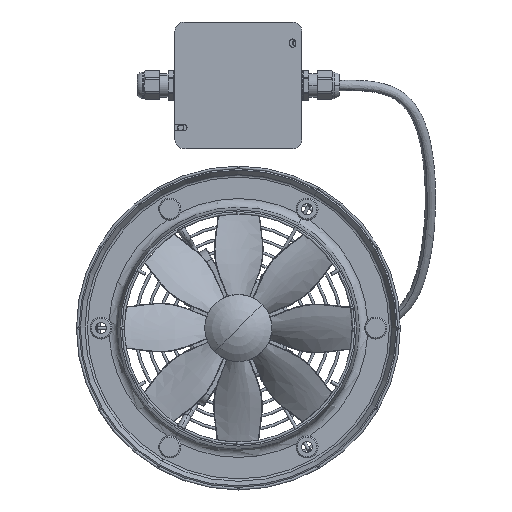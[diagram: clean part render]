
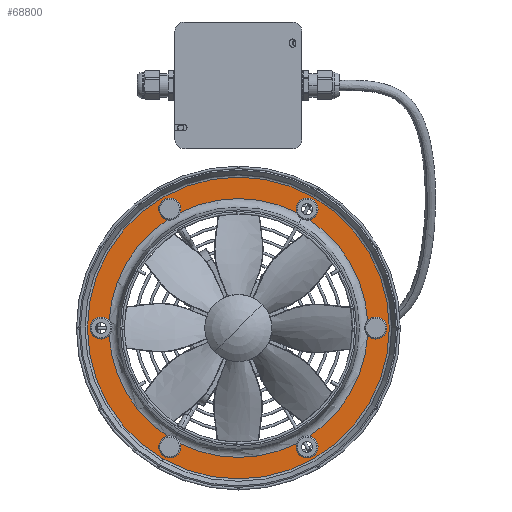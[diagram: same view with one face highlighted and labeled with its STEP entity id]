
A CAD part, left-side view. The second image highlights one B-rep face of the part: STEP entity #68800.
In plain terms, the highlighted planar face has unit normal (-1, 0, 0).
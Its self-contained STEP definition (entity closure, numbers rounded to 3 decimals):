
#66630=CARTESIAN_POINT('',(317.781,-595.901,
-6.72));
#66640=VERTEX_POINT('',#66630);
#67150=CARTESIAN_POINT('',(317.781,-611.967,
-5.));
#67160=VERTEX_POINT('',#67150);
#67190=CARTESIAN_POINT('',(317.781,-603.307,
0.));
#67200=DIRECTION('',(1.,0.,0.));
#67210=DIRECTION('',(0.,0.866,0.5));
#67220=AXIS2_PLACEMENT_3D('',#67190,#67200,#67210);
#67230=CIRCLE('',#67220,10.);
#67240=EDGE_CURVE('',#67160,#66640,#67230,.T.);
#67290=CARTESIAN_POINT('',(317.781,-340.243,0.));
#67300=DIRECTION('',(-1.,0.,0.));
#67310=DIRECTION('',(0.,1.,0.));
#67320=AXIS2_PLACEMENT_3D('',#67290,#67300,#67310);
#67330=PLANE('',#67320);
#67340=CARTESIAN_POINT('',(317.781,-353.307,
0.));
#67350=DIRECTION('',(1.,0.,0.));
#67360=DIRECTION('',(0.,0.,-1.));
#67370=AXIS2_PLACEMENT_3D('',#67340,#67350,#67360);
#67380=CIRCLE('',#67370,10.);
#67390=CARTESIAN_POINT('',(317.781,-353.307,
10.));
#67400=VERTEX_POINT('',#67390);
#67410=CARTESIAN_POINT('',(317.781,-360.713,
6.72));
#67420=VERTEX_POINT('',#67410);
#67430=EDGE_CURVE('',#67400,#67420,#67380,.T.);
#67440=ORIENTED_EDGE('',*,*,#67430,.T.);
#67450=CARTESIAN_POINT('',(317.781,-353.307,-10.));
#67460=VERTEX_POINT('',#67450);
#67470=EDGE_CURVE('',#67460,#67400,#67380,.T.);
#67480=ORIENTED_EDGE('',*,*,#67470,.T.);
#67490=CARTESIAN_POINT('',(317.781,-360.713,
-6.72));
#67500=VERTEX_POINT('',#67490);
#67510=EDGE_CURVE('',#67500,#67460,#67380,.T.);
#67520=ORIENTED_EDGE('',*,*,#67510,.T.);
#67530=CARTESIAN_POINT('',(317.781,-478.307,0.));
#67540=DIRECTION('',(1.,0.,0.));
#67550=DIRECTION('',(0.,-1.,0.));
#67560=AXIS2_PLACEMENT_3D('',#67530,#67540,#67550);
#67570=CIRCLE('',#67560,117.786);
#67580=CARTESIAN_POINT('',(317.781,-413.69,
-98.48));
#67590=VERTEX_POINT('',#67580);
#67600=EDGE_CURVE('',#67590,#67500,#67570,.T.);
#67610=ORIENTED_EDGE('',*,*,#67600,.T.);
#67620=CARTESIAN_POINT('',(317.781,-415.807,
-108.253));
#67630=DIRECTION('',(1.,0.,0.));
#67640=DIRECTION('',(0.,-0.866,0.5));
#67650=AXIS2_PLACEMENT_3D('',#67620,#67630,#67640);
#67660=CIRCLE('',#67650,10.);
#67670=CARTESIAN_POINT('',(317.781,-407.147,
-113.253));
#67680=VERTEX_POINT('',#67670);
#67690=EDGE_CURVE('',#67680,#67590,#67660,.T.);
#67700=ORIENTED_EDGE('',*,*,#67690,.T.);
#67710=CARTESIAN_POINT('',(317.781,-425.329,
-105.2));
#67720=VERTEX_POINT('',#67710);
#67730=EDGE_CURVE('',#67720,#67680,#67660,.T.);
#67740=ORIENTED_EDGE('',*,*,#67730,.T.);
#67750=CARTESIAN_POINT('',(317.781,-478.307,0.));
#67760=DIRECTION('',(1.,0.,0.));
#67770=DIRECTION('',(0.,-1.,0.));
#67780=AXIS2_PLACEMENT_3D('',#67750,#67760,#67770);
#67790=CIRCLE('',#67780,117.786);
#67800=CARTESIAN_POINT('',(317.781,-531.285,
-105.2));
#67810=VERTEX_POINT('',#67800);
#67820=EDGE_CURVE('',#67810,#67720,#67790,.T.);
#67830=ORIENTED_EDGE('',*,*,#67820,.T.);
#67840=CARTESIAN_POINT('',(317.781,-540.807,
-108.253));
#67850=DIRECTION('',(1.,0.,0.));
#67860=DIRECTION('',(0.,-0.866,0.5));
#67870=AXIS2_PLACEMENT_3D('',#67840,#67850,#67860);
#67880=CIRCLE('',#67870,10.);
#67890=CARTESIAN_POINT('',(317.781,-532.147,
-113.253));
#67900=VERTEX_POINT('',#67890);
#67910=EDGE_CURVE('',#67900,#67810,#67880,.T.);
#67920=ORIENTED_EDGE('',*,*,#67910,.T.);
#67930=CARTESIAN_POINT('',(317.781,-549.467,
-103.253));
#67940=VERTEX_POINT('',#67930);
#67950=EDGE_CURVE('',#67940,#67900,#67880,.T.);
#67960=ORIENTED_EDGE('',*,*,#67950,.T.);
#67970=CARTESIAN_POINT('',(317.781,-542.924,
-98.48));
#67980=VERTEX_POINT('',#67970);
#67990=EDGE_CURVE('',#67980,#67940,#67880,.T.);
#68000=ORIENTED_EDGE('',*,*,#67990,.T.);
#68010=CARTESIAN_POINT('',(317.781,-478.307,0.));
#68020=DIRECTION('',(1.,0.,0.));
#68030=DIRECTION('',(0.,-1.,0.));
#68040=AXIS2_PLACEMENT_3D('',#68010,#68020,#68030);
#68050=CIRCLE('',#68040,117.786);
#68060=EDGE_CURVE('',#66640,#67980,#68050,.T.);
#68070=ORIENTED_EDGE('',*,*,#68060,.T.);
#68080=ORIENTED_EDGE('',*,*,#67240,.T.);
#68090=CARTESIAN_POINT('',(317.781,-595.901,
6.72));
#68100=VERTEX_POINT('',#68090);
#68110=EDGE_CURVE('',#68100,#67160,#67230,.T.);
#68120=ORIENTED_EDGE('',*,*,#68110,.T.);
#68130=CARTESIAN_POINT('',(317.781,-478.307,0.));
#68140=DIRECTION('',(1.,0.,0.));
#68150=DIRECTION('',(0.,-1.,0.));
#68160=AXIS2_PLACEMENT_3D('',#68130,#68140,#68150);
#68170=CIRCLE('',#68160,117.786);
#68180=CARTESIAN_POINT('',(317.781,-542.924,
98.48));
#68190=VERTEX_POINT('',#68180);
#68200=EDGE_CURVE('',#68190,#68100,#68170,.T.);
#68210=ORIENTED_EDGE('',*,*,#68200,.T.);
#68220=CARTESIAN_POINT('',(317.781,-540.807,
108.253));
#68230=DIRECTION('',(1.,0.,0.));
#68240=DIRECTION('',(0.,0.866,0.5));
#68250=AXIS2_PLACEMENT_3D('',#68220,#68230,#68240);
#68260=CIRCLE('',#68250,10.);
#68270=CARTESIAN_POINT('',(317.781,-549.467,
103.253));
#68280=VERTEX_POINT('',#68270);
#68290=EDGE_CURVE('',#68280,#68190,#68260,.T.);
#68300=ORIENTED_EDGE('',*,*,#68290,.T.);
#68310=CARTESIAN_POINT('',(317.781,-532.147,
113.253));
#68320=VERTEX_POINT('',#68310);
#68330=EDGE_CURVE('',#68320,#68280,#68260,.T.);
#68340=ORIENTED_EDGE('',*,*,#68330,.T.);
#68350=CARTESIAN_POINT('',(317.781,-531.285,
105.2));
#68360=VERTEX_POINT('',#68350);
#68370=EDGE_CURVE('',#68360,#68320,#68260,.T.);
#68380=ORIENTED_EDGE('',*,*,#68370,.T.);
#68390=CARTESIAN_POINT('',(317.781,-478.307,0.));
#68400=DIRECTION('',(1.,0.,0.));
#68410=DIRECTION('',(0.,-1.,0.));
#68420=AXIS2_PLACEMENT_3D('',#68390,#68400,#68410);
#68430=CIRCLE('',#68420,117.786);
#68440=CARTESIAN_POINT('',(317.781,-425.329,
105.2));
#68450=VERTEX_POINT('',#68440);
#68460=EDGE_CURVE('',#68450,#68360,#68430,.T.);
#68470=ORIENTED_EDGE('',*,*,#68460,.T.);
#68480=CARTESIAN_POINT('',(317.781,-415.807,
108.253));
#68490=DIRECTION('',(1.,0.,0.));
#68500=DIRECTION('',(0.,0.,-1.));
#68510=AXIS2_PLACEMENT_3D('',#68480,#68490,#68500);
#68520=CIRCLE('',#68510,10.);
#68530=CARTESIAN_POINT('',(317.781,-415.807,
118.253));
#68540=VERTEX_POINT('',#68530);
#68550=EDGE_CURVE('',#68540,#68450,#68520,.T.);
#68560=ORIENTED_EDGE('',*,*,#68550,.T.);
#68570=CARTESIAN_POINT('',(317.781,-413.69,
98.48));
#68580=VERTEX_POINT('',#68570);
#68590=EDGE_CURVE('',#68580,#68540,#68520,.T.);
#68600=ORIENTED_EDGE('',*,*,#68590,.T.);
#68610=EDGE_CURVE('',#67420,#68580,#67570,.T.);
#68620=ORIENTED_EDGE('',*,*,#68610,.T.);
#68630=EDGE_LOOP('',(#68620,#68600,#68560,#68470,#68380,#68340,#68300,
#68210,#68120,#68080,#68070,#68000,#67960,#67920,#67830,#67740,#67700,
#67610,#67520,#67480,#67440));
#68640=FACE_BOUND('',#68630,.T.);
#68650=CARTESIAN_POINT('',(317.781,-478.307,0.));
#68660=DIRECTION('',(-1.,0.,0.));
#68670=DIRECTION('',(0.,1.,0.));
#68680=AXIS2_PLACEMENT_3D('',#68650,#68660,#68670);
#68690=CIRCLE('',#68680,137.35);
#68700=CARTESIAN_POINT('',(317.781,-615.657,0.));
#68710=VERTEX_POINT('',#68700);
#68720=CARTESIAN_POINT('',(317.781,-340.957,0.));
#68730=VERTEX_POINT('',#68720);
#68740=EDGE_CURVE('',#68710,#68730,#68690,.T.);
#68750=ORIENTED_EDGE('',*,*,#68740,.T.);
#68760=EDGE_CURVE('',#68730,#68710,#68690,.T.);
#68770=ORIENTED_EDGE('',*,*,#68760,.T.);
#68780=EDGE_LOOP('',(#68770,#68750));
#68790=FACE_OUTER_BOUND('',#68780,.T.);
#68800=ADVANCED_FACE('',(#68640,#68790),#67330,.T.);
